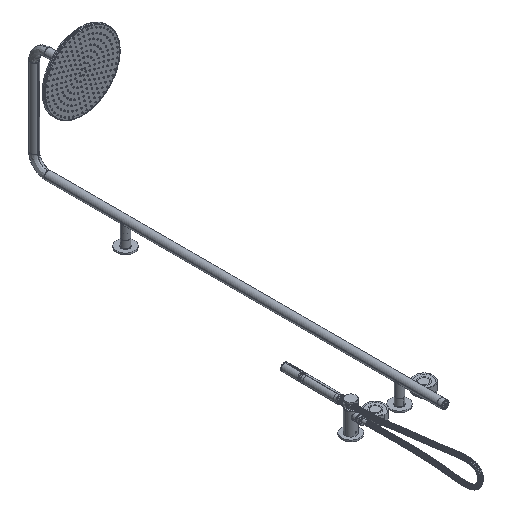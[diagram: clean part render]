
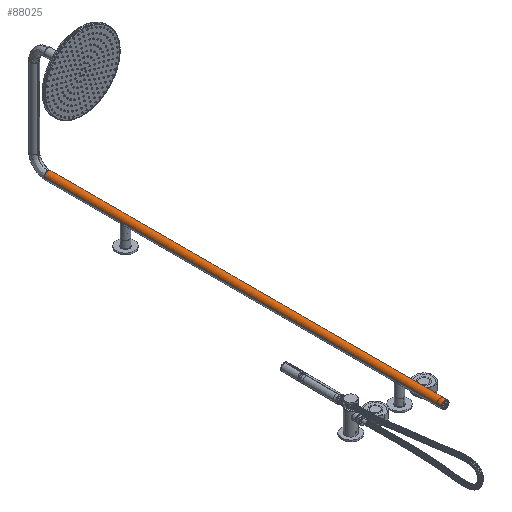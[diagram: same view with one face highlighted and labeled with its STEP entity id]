
A CAD part, isometric view. The second image highlights one B-rep face of the part: STEP entity #88025.
In plain terms, the highlighted cylindrical face has radius 12.7 mm (diameter 25.4 mm), a partial arc.
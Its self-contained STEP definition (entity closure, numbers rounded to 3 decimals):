
#2297 = EDGE_CURVE ( 'NONE', #69706, #37997, #175082, .T. ) ;
#18545 = DIRECTION ( 'NONE',  ( 0., 1., 0. ) ) ;
#19125 = DIRECTION ( 'NONE',  ( -1., 0., 0. ) ) ;
#19366 = ORIENTED_EDGE ( 'NONE', *, *, #2297, .T. ) ;
#22359 = CYLINDRICAL_SURFACE ( 'NONE', #139068, 12.7 ) ;
#37290 = AXIS2_PLACEMENT_3D ( 'NONE', #139585, #58017, #153078 ) ;
#37997 = VERTEX_POINT ( 'NONE', #140600 ) ;
#42180 = EDGE_CURVE ( 'NONE', #69706, #83114, #92259, .T. ) ;
#50769 = CARTESIAN_POINT ( 'NONE',  ( 65.318, -153.39, 92.875 ) ) ;
#51260 = EDGE_CURVE ( 'NONE', #77328, #83114, #82356, .T. ) ;
#53059 = ORIENTED_EDGE ( 'NONE', *, *, #42180, .F. ) ;
#53519 = AXIS2_PLACEMENT_3D ( 'NONE', #131595, #131251, #131042 ) ;
#58017 = DIRECTION ( 'NONE',  ( 0., -1., 0. ) ) ;
#61246 = CARTESIAN_POINT ( 'NONE',  ( 90.718, -153.39, 92.875 ) ) ;
#69706 = VERTEX_POINT ( 'NONE', #50769 ) ;
#73179 = VERTEX_POINT ( 'NONE', #166296 ) ;
#75526 = CARTESIAN_POINT ( 'NONE',  ( 78.018, 1151.61, 92.875 ) ) ;
#75742 = FACE_OUTER_BOUND ( 'NONE', #83319, .T. ) ;
#75926 = CARTESIAN_POINT ( 'NONE',  ( 65.318, 1151.61, 92.875 ) ) ;
#77328 = VERTEX_POINT ( 'NONE', #120950 ) ;
#82356 = CIRCLE ( 'NONE', #37290, 12.7 ) ;
#83114 = VERTEX_POINT ( 'NONE', #75926 ) ;
#83319 = EDGE_LOOP ( 'NONE', ( #19366, #108300, #111521, #124198, #53059 ) ) ;
#88008 = VECTOR ( 'NONE', #99090, 1000. ) ;
#88025 = ADVANCED_FACE ( 'NONE', ( #75742 ), #22359, .T. ) ;
#89194 = DIRECTION ( 'NONE',  ( -1., 0., 0. ) ) ;
#92259 = LINE ( 'NONE', #98081, #88008 ) ;
#98081 = CARTESIAN_POINT ( 'NONE',  ( 65.318, -153.39, 92.875 ) ) ;
#99090 = DIRECTION ( 'NONE',  ( 0., 1., 0. ) ) ;
#103077 = DIRECTION ( 'NONE',  ( 0., 1., 0. ) ) ;
#108300 = ORIENTED_EDGE ( 'NONE', *, *, #142466, .T. ) ;
#111521 = ORIENTED_EDGE ( 'NONE', *, *, #124413, .T. ) ;
#112624 = AXIS2_PLACEMENT_3D ( 'NONE', #75526, #170236, #89194 ) ;
#120950 = CARTESIAN_POINT ( 'NONE',  ( 78.018, 1151.61, 105.575 ) ) ;
#120978 = CIRCLE ( 'NONE', #112624, 12.7 ) ;
#124198 = ORIENTED_EDGE ( 'NONE', *, *, #51260, .T. ) ;
#124413 = EDGE_CURVE ( 'NONE', #73179, #77328, #120978, .T. ) ;
#128379 = LINE ( 'NONE', #61246, #159986 ) ;
#131042 = DIRECTION ( 'NONE',  ( -1., 0., 0. ) ) ;
#131251 = DIRECTION ( 'NONE',  ( 0., 1., 0. ) ) ;
#131595 = CARTESIAN_POINT ( 'NONE',  ( 78.018, -153.39, 92.875 ) ) ;
#139068 = AXIS2_PLACEMENT_3D ( 'NONE', #167473, #18545, #19125 ) ;
#139585 = CARTESIAN_POINT ( 'NONE',  ( 78.018, 1151.61, 92.875 ) ) ;
#140600 = CARTESIAN_POINT ( 'NONE',  ( 90.718, -153.39, 92.875 ) ) ;
#142466 = EDGE_CURVE ( 'NONE', #37997, #73179, #128379, .T. ) ;
#153078 = DIRECTION ( 'NONE',  ( -1., 0., 0. ) ) ;
#159986 = VECTOR ( 'NONE', #103077, 1000. ) ;
#166296 = CARTESIAN_POINT ( 'NONE',  ( 90.718, 1151.61, 92.875 ) ) ;
#167473 = CARTESIAN_POINT ( 'NONE',  ( 78.018, -153.39, 92.875 ) ) ;
#170236 = DIRECTION ( 'NONE',  ( 0., -1., 0. ) ) ;
#175082 = CIRCLE ( 'NONE', #53519, 12.7 ) ;
